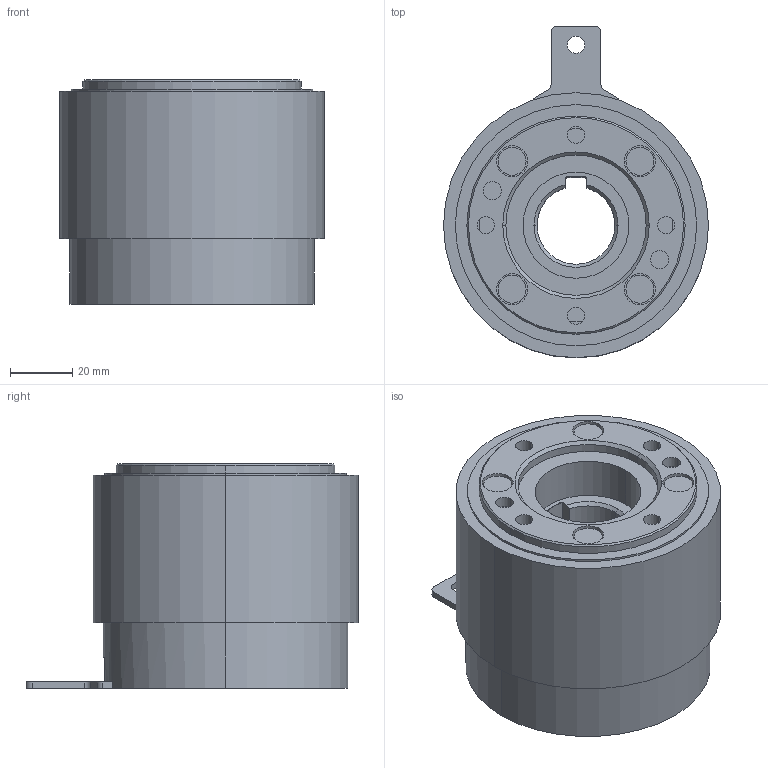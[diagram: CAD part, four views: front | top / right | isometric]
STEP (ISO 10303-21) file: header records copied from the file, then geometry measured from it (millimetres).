
FILE_DESCRIPTION (( 'STEP AP203' ), '1' );
FILE_NAME ('MZ 5W_23293300(１体）.STEP', '2016-03-09T00:54:24', ( ' ' ), ( '' ), 'SwSTEP 2.0', 'SolidWorks 2009', '' );
FILE_SCHEMA (( 'CONFIG_CONTROL_DESIGN' ));
Length unit declared in the file: millimetre
Products named in the file (1): MZ 5W_23293300(１体）
Bounding box: 85 x 106.5 x 72 mm (x, y, z)
Volume: 325155 mm3; surface area: 44469 mm2
Topology: 1 solids, 1 shells, 160 faces, 384 edges, 246 vertices
Faces by surface type: cylinder 89, plane 61, cone 10
Entity records: 4829 total; most frequent: DIRECTION 918, CARTESIAN_POINT 803, ORIENTED_EDGE 768, EDGE_CURVE 384, AXIS2_PLACEMENT_3D 377, VERTEX_POINT 246, CIRCLE 216, EDGE_LOOP 192
